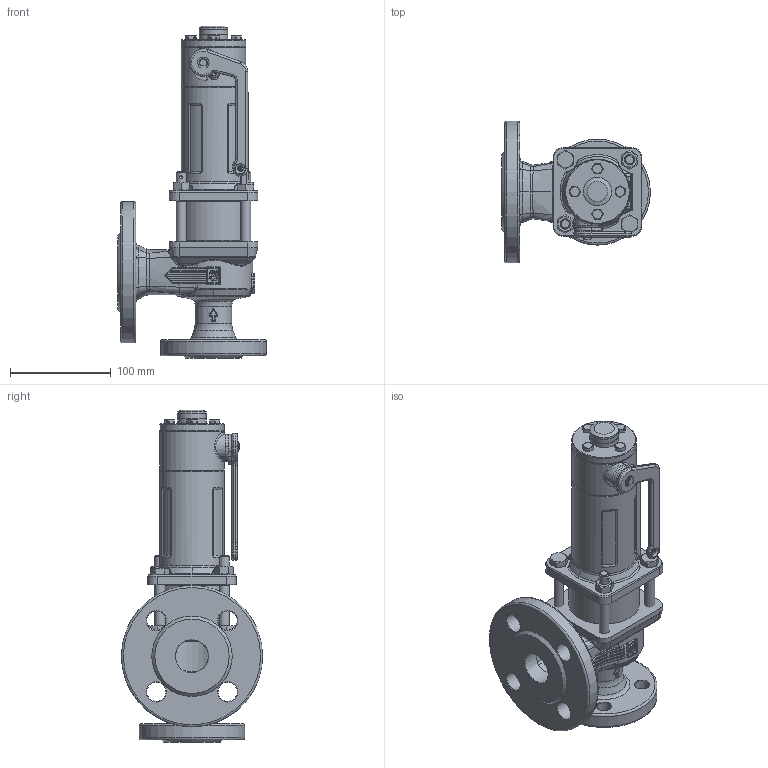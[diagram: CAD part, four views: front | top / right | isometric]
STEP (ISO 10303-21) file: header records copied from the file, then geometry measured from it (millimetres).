
FILE_DESCRIPTION(('HOOPS Exchange Step'),'2;1');
FILE_NAME('SF0612_DN20_20-32.stp','2025-06-27T13:33:45+02:00',('nieru'),('Unknown organisation'),'HOOPS Exchange 2024.2','HOOPS Exchange','Unknown authorisation');
FILE_SCHEMA( ('AP203_CONFIGURATION_CONTROLLED_3D_DESIGN_OF_MECHANICAL_PARTS_AND_ASSEMBLIES_MIM_LF') );
Length unit declared in the file: millimetre
Products named in the file (2): 0; root
Assembly tree (1 placements, depth 2):
  root
    0
Bounding box: 147.5 x 140 x 329 mm (x, y, z)
Volume: 1344167 mm3; surface area: 223914.8 mm2
Topology: 21 solids, 21 shells, 1435 faces, 3567 edges, 2168 vertices
Faces by surface type: bspline 493, cylinder 387, plane 303, torus 160, cone 87, sphere 5
Full cylindrical faces by diameter (mm): 2 x2, 3 x1, 3.9 x1, 5 x1, 6 x1, 8.2 x1, 8.376 x2, 8.9 x4, 10 x9, 14 x4, 15 x1, 19 x4, 22.3 x1, 25.8 x1, 28 x3, 35.863 x1, 36.3 x1, 64 x3, 66 x2, 66.156 x1, 70 x1, 105 x1, 140 x1
Entity records: 93018 total; most frequent: CARTESIAN_POINT 62164, ORIENTED_EDGE 6950, DIRECTION 5269, EDGE_CURVE 3475, VERTEX_POINT 2168, AXIS2_PLACEMENT_3D 2143, EDGE_LOOP 1557, FACE_BOUND 1557
